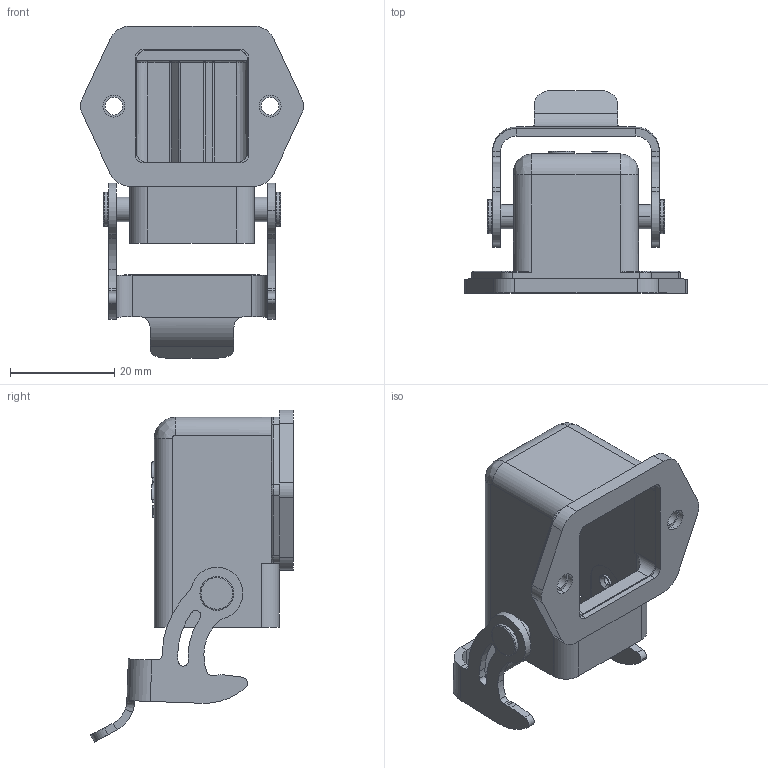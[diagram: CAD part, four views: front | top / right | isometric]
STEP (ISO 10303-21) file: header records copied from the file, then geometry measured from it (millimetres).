
FILE_DESCRIPTION((''),'2;1');
FILE_NAME('3D_1120039251001_H3A-MBK-1L_S-S','2023-12-09T',('yp.zhu'),(''),'PRO/ENGINEER BY PARAMETRIC TECHNOLOGY CORPORATION, 2012480','PRO/ENGINEER BY PARAMETRIC TECHNOLOGY CORPORATION, 2012480','');
FILE_SCHEMA(('CONFIG_CONTROL_DESIGN'));
Length unit declared in the file: millimetre
Products named in the file (1): 3D_1120039251001_H3A-MBK-1L_S-S
Bounding box: 42.77 x 38.92 x 63.74 mm (x, y, z)
Volume: 10108.1 mm3; surface area: 11366.2 mm2
Topology: 1 solids, 1 shells, 346 faces, 913 edges, 579 vertices
Faces by surface type: plane 151, cylinder 144, cone 21, torus 17, bspline 9, sphere 4
Entity records: 11155 total; most frequent: CARTESIAN_POINT 2375, DIRECTION 1882, ORIENTED_EDGE 1810, EDGE_CURVE 905, AXIS2_PLACEMENT_3D 675, VERTEX_POINT 579, VECTOR 532, LINE 532
